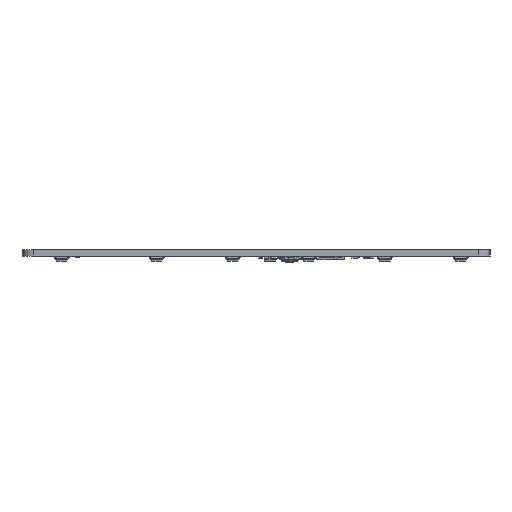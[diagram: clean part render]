
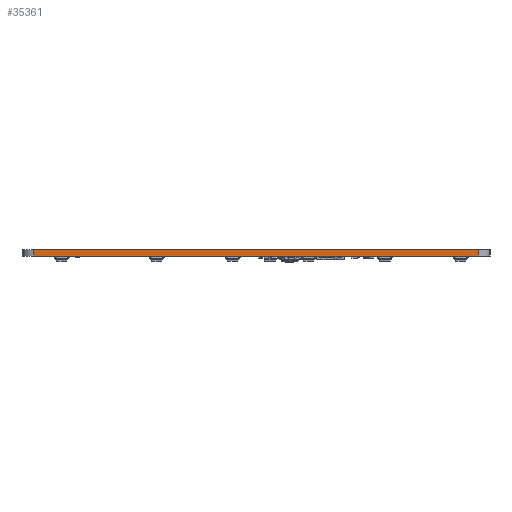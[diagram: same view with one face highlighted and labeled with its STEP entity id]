
A CAD part, left-side view. The second image highlights one B-rep face of the part: STEP entity #35361.
In plain terms, the highlighted planar face has unit normal (-1, 0, 0).
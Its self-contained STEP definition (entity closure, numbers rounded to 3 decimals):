
#29870 = VERTEX_POINT('',#29871);
#29871 = CARTESIAN_POINT('',(39.291,-18.455,0.));
#29878 = EDGE_CURVE('',#29879,#29870,#29881,.T.);
#29879 = VERTEX_POINT('',#29880);
#29880 = CARTESIAN_POINT('',(39.291,-129.778,0.));
#29881 = LINE('',#29882,#29883);
#29882 = CARTESIAN_POINT('',(39.291,-129.778,0.));
#29883 = VECTOR('',#29884,1.);
#29884 = DIRECTION('',(0.,1.,0.));
#32602 = VERTEX_POINT('',#32603);
#32603 = CARTESIAN_POINT('',(39.291,-18.455,1.6));
#32610 = EDGE_CURVE('',#32611,#32602,#32613,.T.);
#32611 = VERTEX_POINT('',#32612);
#32612 = CARTESIAN_POINT('',(39.291,-129.778,1.6));
#32613 = LINE('',#32614,#32615);
#32614 = CARTESIAN_POINT('',(39.291,-129.778,1.6));
#32615 = VECTOR('',#32616,1.);
#32616 = DIRECTION('',(0.,1.,0.));
#35331 = EDGE_CURVE('',#29870,#32602,#35332,.T.);
#35332 = LINE('',#35333,#35334);
#35333 = CARTESIAN_POINT('',(39.291,-18.455,0.));
#35334 = VECTOR('',#35335,1.);
#35335 = DIRECTION('',(0.,0.,1.));
#35361 = ADVANCED_FACE('',(#35362),#35373,.T.);
#35362 = FACE_BOUND('',#35363,.T.);
#35363 = EDGE_LOOP('',(#35364,#35370,#35371,#35372));
#35364 = ORIENTED_EDGE('',*,*,#35365,.T.);
#35365 = EDGE_CURVE('',#29879,#32611,#35366,.T.);
#35366 = LINE('',#35367,#35368);
#35367 = CARTESIAN_POINT('',(39.291,-129.778,0.));
#35368 = VECTOR('',#35369,1.);
#35369 = DIRECTION('',(0.,0.,1.));
#35370 = ORIENTED_EDGE('',*,*,#32610,.T.);
#35371 = ORIENTED_EDGE('',*,*,#35331,.F.);
#35372 = ORIENTED_EDGE('',*,*,#29878,.F.);
#35373 = PLANE('',#35374);
#35374 = AXIS2_PLACEMENT_3D('',#35375,#35376,#35377);
#35375 = CARTESIAN_POINT('',(39.291,-129.778,0.));
#35376 = DIRECTION('',(-1.,0.,0.));
#35377 = DIRECTION('',(0.,1.,0.));
